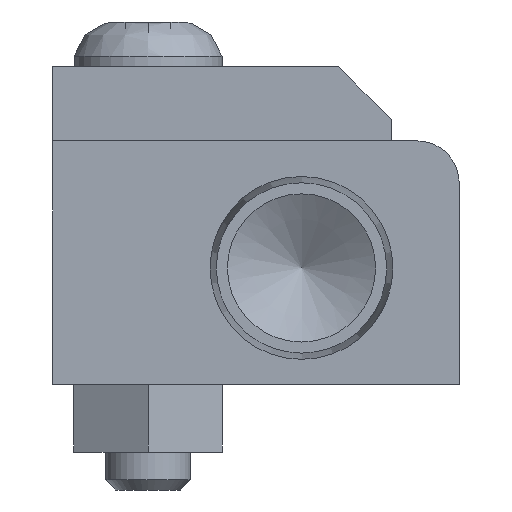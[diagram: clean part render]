
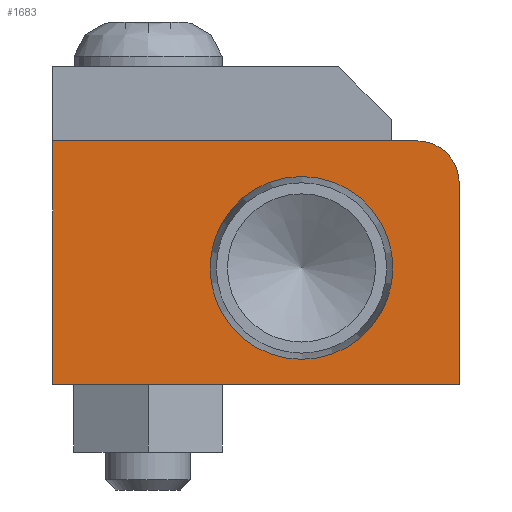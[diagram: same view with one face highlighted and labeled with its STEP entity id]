
A CAD part, left-side view. The second image highlights one B-rep face of the part: STEP entity #1683.
In plain terms, the highlighted planar face has unit normal (-1, 0, 0).
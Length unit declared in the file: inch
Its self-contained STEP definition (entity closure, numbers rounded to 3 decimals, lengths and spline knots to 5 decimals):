
#852=CARTESIAN_POINT('',(-39.27551,3.77295,0.58215));
#853=VERTEX_POINT('',#852);
#854=CARTESIAN_POINT('',(-39.27551,3.77295,0.31215));
#855=DIRECTION('',(1.0,0.0,0.0));
#856=DIRECTION('',(0.0,0.0,1.0));
#857=AXIS2_PLACEMENT_3D('',#854,#855,#856);
#858=CIRCLE('',#857,0.27);
#859=EDGE_CURVE('',#853,#853,#858,.T.);
#1433=CARTESIAN_POINT('',(-39.27551,3.43233,0.6874));
#1434=VERTEX_POINT('',#1433);
#1441=CARTESIAN_POINT('',(-39.27551,3.30733,0.5624));
#1442=VERTEX_POINT('',#1441);
#1443=CARTESIAN_POINT('',(-39.27551,3.43233,0.5624));
#1444=DIRECTION('',(1.0,0.,0.));
#1445=DIRECTION('',(0.,-0.707,0.707));
#1446=AXIS2_PLACEMENT_3D('',#1443,#1444,#1445);
#1447=CIRCLE('',#1446,0.125);
#1448=EDGE_CURVE('',#1434,#1442,#1447,.T.);
#1472=CARTESIAN_POINT('',(-39.27551,4.50733,0.6874));
#1473=VERTEX_POINT('',#1472);
#1480=CARTESIAN_POINT('',(-39.27551,4.50733,0.6874));
#1481=DIRECTION('',(0.0,-1.0,0.0));
#1482=VECTOR('',#1481,1.075);
#1483=LINE('',#1480,#1482);
#1484=EDGE_CURVE('',#1473,#1434,#1483,.T.);
#1542=CARTESIAN_POINT('',(-39.27551,4.50733,-0.0316));
#1543=VERTEX_POINT('',#1542);
#1550=CARTESIAN_POINT('',(-39.27551,4.50733,-0.0316));
#1551=DIRECTION('',(0.0,0.0,1.0));
#1552=VECTOR('',#1551,0.719);
#1553=LINE('',#1550,#1552);
#1554=EDGE_CURVE('',#1543,#1473,#1553,.T.);
#1573=CARTESIAN_POINT('',(-39.27551,3.30733,-0.0316));
#1574=VERTEX_POINT('',#1573);
#1581=CARTESIAN_POINT('',(-39.27551,3.30733,-0.0316));
#1582=DIRECTION('',(0.0,1.0,0.0));
#1583=VECTOR('',#1582,1.2);
#1584=LINE('',#1581,#1583);
#1585=EDGE_CURVE('',#1574,#1543,#1584,.T.);
#1642=CARTESIAN_POINT('',(-39.27551,3.30733,0.5624));
#1643=DIRECTION('',(0.0,0.0,-1.0));
#1644=VECTOR('',#1643,0.594);
#1645=LINE('',#1642,#1644);
#1646=EDGE_CURVE('',#1442,#1574,#1645,.T.);
#1668=CARTESIAN_POINT('',(-39.27551,3.91621,0.32242));
#1669=DIRECTION('',(1.0,0.0,0.0));
#1670=DIRECTION('',(0.0,1.0,0.0));
#1671=AXIS2_PLACEMENT_3D('',#1668,#1669,#1670);
#1672=PLANE('',#1671);
#1673=ORIENTED_EDGE('',*,*,#1646,.F.);
#1674=ORIENTED_EDGE('',*,*,#1448,.F.);
#1675=ORIENTED_EDGE('',*,*,#1484,.F.);
#1676=ORIENTED_EDGE('',*,*,#1554,.F.);
#1677=ORIENTED_EDGE('',*,*,#1585,.F.);
#1678=EDGE_LOOP('',(#1673,#1674,#1675,#1676,#1677));
#1679=FACE_OUTER_BOUND('',#1678,.T.);
#1680=ORIENTED_EDGE('',*,*,#859,.T.);
#1681=EDGE_LOOP('',(#1680));
#1682=FACE_BOUND('',#1681,.T.);
#1683=ADVANCED_FACE('',(#1679,#1682),#1672,.F.);
